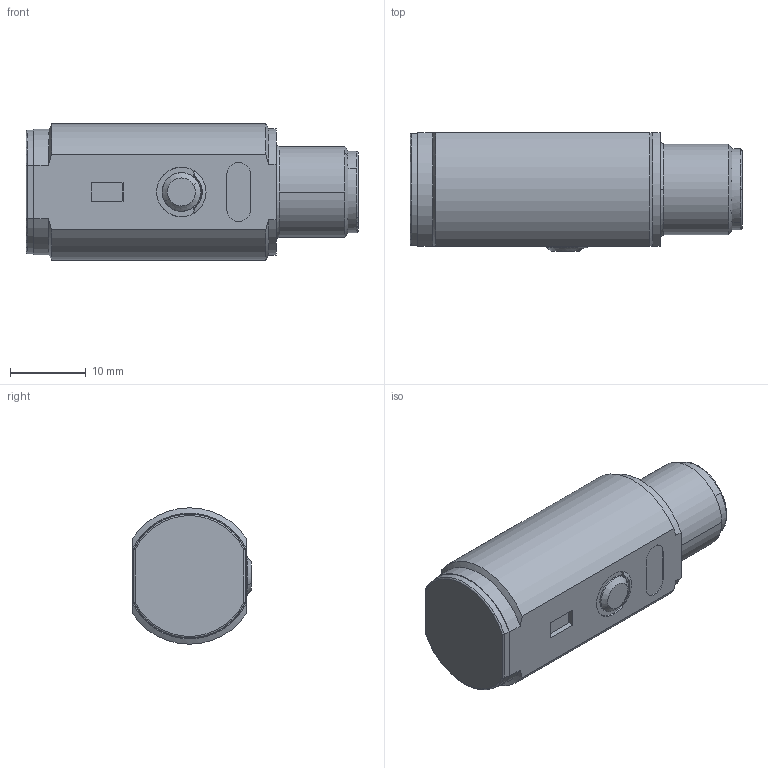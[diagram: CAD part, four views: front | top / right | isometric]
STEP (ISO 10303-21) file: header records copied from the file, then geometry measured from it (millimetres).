
FILE_DESCRIPTION(('Creo Elements/Direct Modeling STEP Export'),'2;1');
FILE_NAME('PA18CA-plug-trimmer-simpel.stp','2017-01-17T13:38:24',('Palle Edslev '),('EDSLEV A/S'),'Creo Elements/Direct Modeling STEP processor for AP214 (Solid Model)','Creo Elements/Direct Modeling 18.1H 24-Oct-2015 (C) Parametric Technology GmbH','');
FILE_SCHEMA(('AUTOMOTIVE_DESIGN { 1 0 10303 214 1 1 1 1 }'));
Length unit declared in the file: millimetre
Products named in the file (2): PA18CA-plug-trimmer-simpel
Assembly tree (1 placements, depth 2):
  PA18CA-plug-trimmer-simpel
    PA18CA-plug-trimmer-simpel
Bounding box: 43.8 x 15.67 x 18 mm (x, y, z)
Volume: 8334.4 mm3; surface area: 3005.3 mm2
Topology: 1 solids, 1 shells, 89 faces, 231 edges, 157 vertices
Faces by surface type: plane 35, cylinder 22, cone 18, torus 14
Entity records: 3062 total; most frequent: CARTESIAN_POINT 844, ORIENTED_EDGE 462, DIRECTION 392, EDGE_CURVE 231, VERTEX_POINT 157, AXIS2_PLACEMENT_3D 152, EDGE_LOOP 102, FACE_OUTER_BOUND 89
